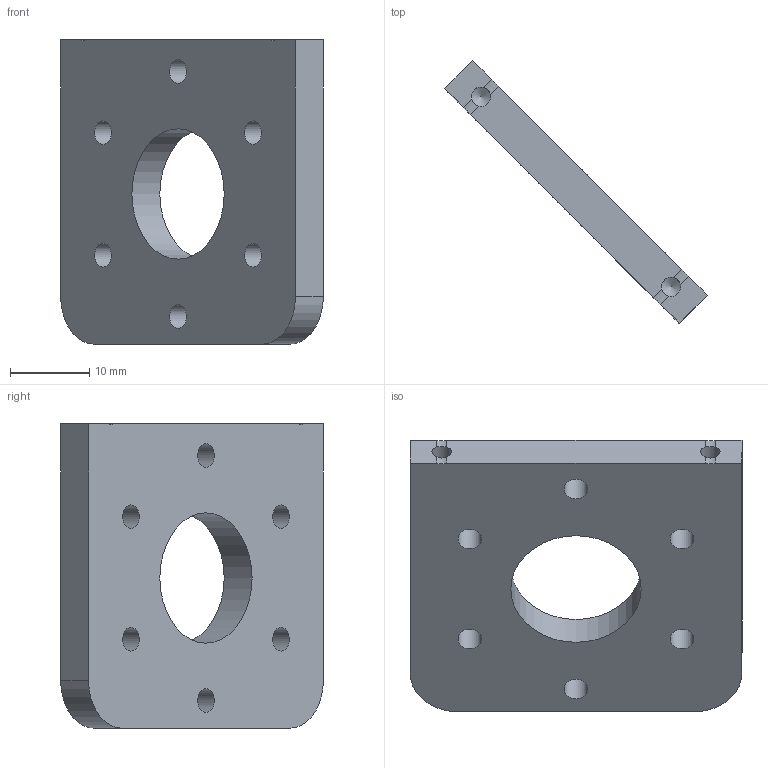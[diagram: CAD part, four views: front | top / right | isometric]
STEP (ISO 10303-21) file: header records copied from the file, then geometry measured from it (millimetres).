
FILE_DESCRIPTION(/* description */ (''),/* implementation_level */ '2;1');
FILE_NAME(/* name */ 'motor_hub.step',/* time_stamp */ '2024-09-18T17:38:33+09:00',/* author */ (''),/* organization */ (''),/* preprocessor_version */ 'ST-DEVELOPER v20',/* originating_system */ 'Autodesk Translation Framework v13.14.0.145',/* authorisation */ '');
FILE_SCHEMA (('AUTOMOTIVE_DESIGN { 1 0 10303 214 3 1 1 }'));
Length unit declared in the file: millimetre
Products named in the file (2): 足回り; #CNC_motor_mount_1
Assembly tree (1 placements, depth 2):
  足回り
    #CNC_motor_mount_1
Bounding box: 33.23 x 33.23 x 38.5 mm (x, y, z)
Volume: 6647.8 mm3; surface area: 4136.4 mm2
Topology: 1 solids, 1 shells, 25 faces, 73 edges, 48 vertices
Faces by surface type: cylinder 15, plane 8, cone 2
Full cylindrical faces by diameter (mm): 2.459 x2, 3 x6, 16.5 x1
Entity records: 947 total; most frequent: CARTESIAN_POINT 183, DIRECTION 153, ORIENTED_EDGE 142, EDGE_CURVE 71, AXIS2_PLACEMENT_3D 58, VERTEX_POINT 48, EDGE_LOOP 39, LINE 37
